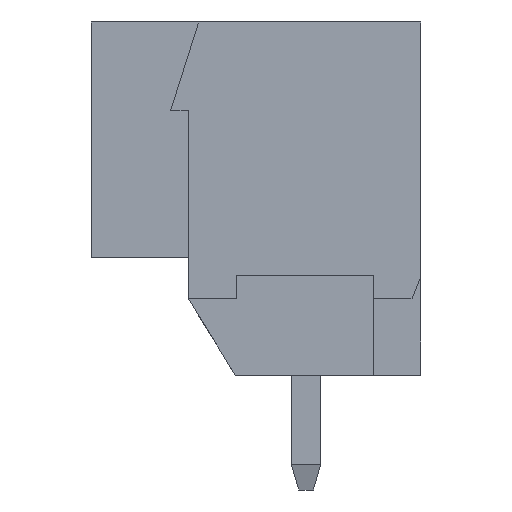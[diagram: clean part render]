
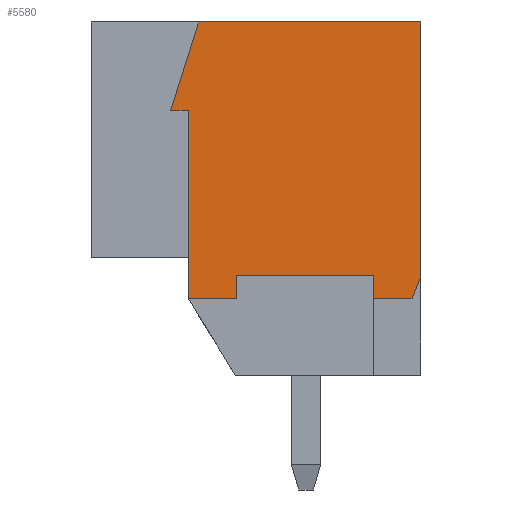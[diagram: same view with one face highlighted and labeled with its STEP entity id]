
A CAD part, left-side view. The second image highlights one B-rep face of the part: STEP entity #5580.
In plain terms, the highlighted planar face has unit normal (-1, 0, 0).
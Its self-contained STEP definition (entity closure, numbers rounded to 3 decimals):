
#912=ORIENTED_EDGE('',*,*,#2358,.F.);
#913=ORIENTED_EDGE('',*,*,#2085,.T.);
#914=ORIENTED_EDGE('',*,*,#1913,.T.);
#915=ORIENTED_EDGE('',*,*,#2038,.T.);
#916=ORIENTED_EDGE('',*,*,#2040,.T.);
#917=ORIENTED_EDGE('',*,*,#1893,.T.);
#918=ORIENTED_EDGE('',*,*,#2359,.F.);
#919=ORIENTED_EDGE('',*,*,#2360,.F.);
#920=ORIENTED_EDGE('',*,*,#2361,.F.);
#921=ORIENTED_EDGE('',*,*,#2349,.F.);
#922=ORIENTED_EDGE('',*,*,#2362,.F.);
#1893=EDGE_CURVE('',#2693,#2692,#3216,.T.);
#1913=EDGE_CURVE('',#2711,#2710,#3236,.T.);
#2038=EDGE_CURVE('',#2710,#2810,#3354,.T.);
#2040=EDGE_CURVE('',#2810,#2693,#3356,.T.);
#2085=EDGE_CURVE('',#2840,#2711,#3401,.T.);
#2349=EDGE_CURVE('',#3005,#3006,#3658,.T.);
#2358=EDGE_CURVE('',#2840,#3013,#3667,.T.);
#2359=EDGE_CURVE('',#3014,#2692,#3668,.T.);
#2360=EDGE_CURVE('',#3015,#3014,#3669,.T.);
#2361=EDGE_CURVE('',#3006,#3015,#3670,.T.);
#2362=EDGE_CURVE('',#3013,#3005,#3671,.T.);
#2692=VERTEX_POINT('',#7825);
#2693=VERTEX_POINT('',#7827);
#2710=VERTEX_POINT('',#7864);
#2711=VERTEX_POINT('',#7866);
#2810=VERTEX_POINT('',#8108);
#2840=VERTEX_POINT('',#8196);
#3005=VERTEX_POINT('',#8685);
#3006=VERTEX_POINT('',#8687);
#3013=VERTEX_POINT('',#8705);
#3014=VERTEX_POINT('',#8707);
#3015=VERTEX_POINT('',#8709);
#3216=LINE('',#7826,#3988);
#3236=LINE('',#7865,#4008);
#3354=LINE('',#8109,#4126);
#3356=LINE('',#8112,#4128);
#3401=LINE('',#8195,#4173);
#3658=LINE('',#8686,#4430);
#3667=LINE('',#8704,#4439);
#3668=LINE('',#8706,#4440);
#3669=LINE('',#8708,#4441);
#3670=LINE('',#8710,#4442);
#3671=LINE('',#8711,#4443);
#3988=VECTOR('',#6292,1000.);
#4008=VECTOR('',#6314,1000.);
#4126=VECTOR('',#6484,1000.);
#4128=VECTOR('',#6488,1000.);
#4173=VECTOR('',#6551,1000.);
#4430=VECTOR('',#6944,1000.);
#4439=VECTOR('',#6957,1000.);
#4440=VECTOR('',#6958,1000.);
#4441=VECTOR('',#6959,1000.);
#4442=VECTOR('',#6960,1000.);
#4443=VECTOR('',#6961,1000.);
#4737=EDGE_LOOP('',(#912,#913,#914,#915,#916,#917,#918,#919,#920,#921,#922));
#5035=FACE_BOUND('',#4737,.T.);
#5325=PLANE('',#5918);
#5580=ADVANCED_FACE('',(#5035),#5325,.T.);
#5918=AXIS2_PLACEMENT_3D('',#8703,#6955,#6956);
#6292=DIRECTION('',(0.,0.,-1.));
#6314=DIRECTION('',(0.,1.,0.));
#6484=DIRECTION('',(0.,0.302,-0.953));
#6488=DIRECTION('',(0.,-1.,0.));
#6551=DIRECTION('',(0.,0.,1.));
#6944=DIRECTION('',(0.,0.,1.));
#6955=DIRECTION('',(-1.,0.,0.));
#6956=DIRECTION('',(0.,0.,1.));
#6957=DIRECTION('',(0.,0.371,-0.928));
#6958=DIRECTION('',(0.,1.,0.));
#6959=DIRECTION('',(0.,0.,-1.));
#6960=DIRECTION('',(0.,1.,0.));
#6961=DIRECTION('',(0.,1.,0.));
#7825=CARTESIAN_POINT('',(-19.2,4.125,-3.4));
#7826=CARTESIAN_POINT('',(-19.2,4.125,3.));
#7827=CARTESIAN_POINT('',(-19.2,4.125,3.));
#7864=CARTESIAN_POINT('',(-19.2,3.775,6.));
#7865=CARTESIAN_POINT('',(-19.2,-3.775,6.));
#7866=CARTESIAN_POINT('',(-19.2,-3.775,6.));
#8108=CARTESIAN_POINT('',(-19.2,4.725,3.));
#8109=CARTESIAN_POINT('',(-19.2,3.775,6.));
#8112=CARTESIAN_POINT('',(-19.2,4.725,3.));
#8195=CARTESIAN_POINT('',(-19.2,-3.775,-6.));
#8196=CARTESIAN_POINT('',(-19.2,-3.775,-2.65));
#8685=CARTESIAN_POINT('',(-19.2,-2.175,-3.4));
#8686=CARTESIAN_POINT('',(-19.2,-2.175,-3.4));
#8687=CARTESIAN_POINT('',(-19.2,-2.175,-2.6));
#8703=CARTESIAN_POINT('',(-19.2,0.,0.));
#8704=CARTESIAN_POINT('',(-19.2,-3.775,-2.65));
#8705=CARTESIAN_POINT('',(-19.2,-3.475,-3.4));
#8706=CARTESIAN_POINT('',(-19.2,2.475,-3.4));
#8707=CARTESIAN_POINT('',(-19.2,2.475,-3.4));
#8708=CARTESIAN_POINT('',(-19.2,2.475,-2.6));
#8709=CARTESIAN_POINT('',(-19.2,2.475,-2.6));
#8710=CARTESIAN_POINT('',(-19.2,-2.175,-2.6));
#8711=CARTESIAN_POINT('',(-19.2,-3.475,-3.4));
